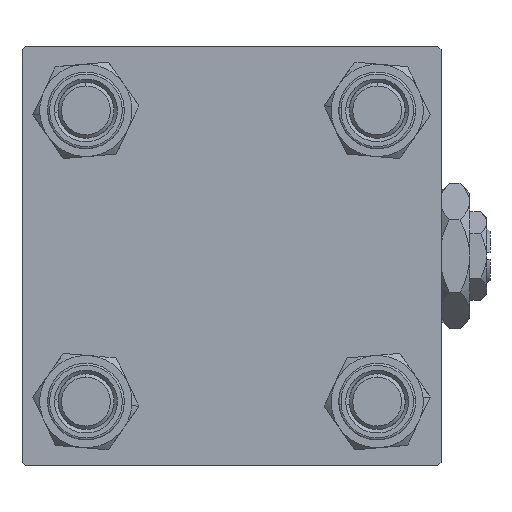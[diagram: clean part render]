
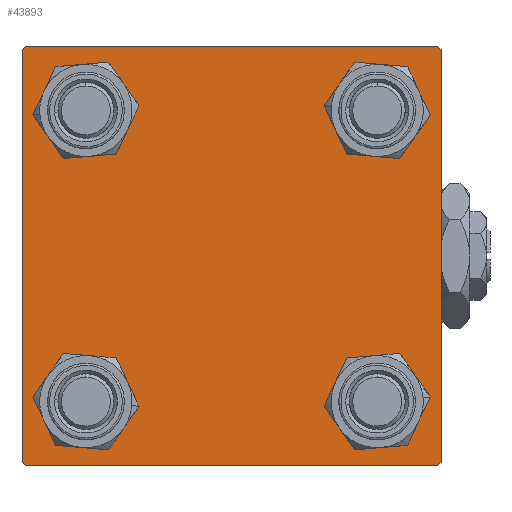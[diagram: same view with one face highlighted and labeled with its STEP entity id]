
A CAD part, left-side view. The second image highlights one B-rep face of the part: STEP entity #43893.
In plain terms, the highlighted planar face has unit normal (-1, 0, 0).
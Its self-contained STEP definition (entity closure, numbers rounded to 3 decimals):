
#579 = FACE_BOUND ( 'NONE', #52391, .T. ) ;
#883 = FACE_BOUND ( 'NONE', #34056, .T. ) ;
#1566 = CARTESIAN_POINT ( 'NONE',  ( 0., -29.75, -29.75 ) ) ;
#1578 = CIRCLE ( 'NONE', #22557, 4.5 ) ;
#1859 = LINE ( 'NONE', #1566, #46630 ) ;
#1980 = CIRCLE ( 'NONE', #33420, 4.5 ) ;
#2153 = CARTESIAN_POINT ( 'NONE',  ( 0., -30., 30. ) ) ;
#2197 = CARTESIAN_POINT ( 'NONE',  ( 0., 20.85, -20.85 ) ) ;
#2347 = CARTESIAN_POINT ( 'NONE',  ( 0., 30., -30. ) ) ;
#2631 = EDGE_CURVE ( 'NONE', #16757, #19684, #1578, .T. ) ;
#2746 = AXIS2_PLACEMENT_3D ( 'NONE', #20626, #44156, #56425 ) ;
#2843 = LINE ( 'NONE', #3416, #33034 ) ;
#2866 = VERTEX_POINT ( 'NONE', #14319 ) ;
#3007 = ORIENTED_EDGE ( 'NONE', *, *, #44032, .T. ) ;
#3229 = VERTEX_POINT ( 'NONE', #18914 ) ;
#3416 = CARTESIAN_POINT ( 'NONE',  ( 0., -29.75, 29.75 ) ) ;
#3471 = CARTESIAN_POINT ( 'NONE',  ( 0., -20.85, -20.85 ) ) ;
#3686 = VECTOR ( 'NONE', #36668, 1000. ) ;
#3938 = AXIS2_PLACEMENT_3D ( 'NONE', #31522, #49113, #22581 ) ;
#5210 = LINE ( 'NONE', #10295, #20859 ) ;
#5758 = DIRECTION ( 'NONE',  ( 0., -0.707, 0.707 ) ) ;
#5789 = CARTESIAN_POINT ( 'NONE',  ( 0., -20.85, 25.35 ) ) ;
#6134 = VERTEX_POINT ( 'NONE', #58178 ) ;
#7653 = VECTOR ( 'NONE', #42943, 1000. ) ;
#8218 = ORIENTED_EDGE ( 'NONE', *, *, #56786, .T. ) ;
#8486 = VECTOR ( 'NONE', #15596, 1000. ) ;
#8750 = VERTEX_POINT ( 'NONE', #16900 ) ;
#8931 = EDGE_CURVE ( 'NONE', #10440, #35327, #5210, .T. ) ;
#9353 = EDGE_CURVE ( 'NONE', #44205, #2866, #29320, .T. ) ;
#10295 = CARTESIAN_POINT ( 'NONE',  ( 0., 29.75, 29.75 ) ) ;
#10366 = DIRECTION ( 'NONE',  ( 0., 0., -1. ) ) ;
#10440 = VERTEX_POINT ( 'NONE', #25008 ) ;
#11220 = ORIENTED_EDGE ( 'NONE', *, *, #45736, .T. ) ;
#11313 = CIRCLE ( 'NONE', #2746, 4.5 ) ;
#11770 = VERTEX_POINT ( 'NONE', #54126 ) ;
#11834 = VECTOR ( 'NONE', #28233, 1000. ) ;
#13729 = DIRECTION ( 'NONE',  ( 1., 0., 0. ) ) ;
#13804 = VERTEX_POINT ( 'NONE', #49001 ) ;
#14319 = CARTESIAN_POINT ( 'NONE',  ( 0., -30., -29.5 ) ) ;
#14418 = CIRCLE ( 'NONE', #38219, 4.5 ) ;
#14855 = LINE ( 'NONE', #33031, #17163 ) ;
#14858 = ORIENTED_EDGE ( 'NONE', *, *, #33469, .T. ) ;
#15258 = DIRECTION ( 'NONE',  ( 1., 0., 0. ) ) ;
#15596 = DIRECTION ( 'NONE',  ( 0., 0., -1. ) ) ;
#15742 = VERTEX_POINT ( 'NONE', #35301 ) ;
#16757 = VERTEX_POINT ( 'NONE', #18313 ) ;
#16900 = CARTESIAN_POINT ( 'NONE',  ( 0., -29.5, -30. ) ) ;
#17163 = VECTOR ( 'NONE', #10366, 1000. ) ;
#18313 = CARTESIAN_POINT ( 'NONE',  ( 0., -20.85, -25.35 ) ) ;
#18504 = ORIENTED_EDGE ( 'NONE', *, *, #58374, .F. ) ;
#18914 = CARTESIAN_POINT ( 'NONE',  ( 0., 20.85, -25.35 ) ) ;
#19684 = VERTEX_POINT ( 'NONE', #46101 ) ;
#19872 = AXIS2_PLACEMENT_3D ( 'NONE', #3471, #35704, #21719 ) ;
#20581 = EDGE_CURVE ( 'NONE', #6134, #15742, #14418, .T. ) ;
#20626 = CARTESIAN_POINT ( 'NONE',  ( 0., 20.85, 20.85 ) ) ;
#20859 = VECTOR ( 'NONE', #23445, 1000. ) ;
#21719 = DIRECTION ( 'NONE',  ( 0., 0., 1. ) ) ;
#22557 = AXIS2_PLACEMENT_3D ( 'NONE', #34027, #42701, #41821 ) ;
#22581 = DIRECTION ( 'NONE',  ( 0., 0., 1. ) ) ;
#22587 = EDGE_CURVE ( 'NONE', #24774, #13804, #22885, .T. ) ;
#22885 = LINE ( 'NONE', #27940, #11834 ) ;
#23286 = DIRECTION ( 'NONE',  ( -1., 0., 0. ) ) ;
#23445 = DIRECTION ( 'NONE',  ( 0., 0.707, -0.707 ) ) ;
#24108 = CARTESIAN_POINT ( 'NONE',  ( 0., -30., 29.5 ) ) ;
#24774 = VERTEX_POINT ( 'NONE', #43409 ) ;
#25008 = CARTESIAN_POINT ( 'NONE',  ( 0., 29.5, 30. ) ) ;
#25483 = ORIENTED_EDGE ( 'NONE', *, *, #52483, .T. ) ;
#26137 = ORIENTED_EDGE ( 'NONE', *, *, #43304, .T. ) ;
#26413 = DIRECTION ( 'NONE',  ( 0., 0.707, 0.707 ) ) ;
#27394 = ORIENTED_EDGE ( 'NONE', *, *, #20581, .T. ) ;
#27772 = DIRECTION ( 'NONE',  ( 0., 0., 1. ) ) ;
#27918 = ORIENTED_EDGE ( 'NONE', *, *, #41215, .T. ) ;
#27940 = CARTESIAN_POINT ( 'NONE',  ( 0., 29.75, -29.75 ) ) ;
#28233 = DIRECTION ( 'NONE',  ( 0., -0.707, -0.707 ) ) ;
#28482 = CIRCLE ( 'NONE', #19872, 4.5 ) ;
#28691 = DIRECTION ( 'NONE',  ( 0., 0., 1. ) ) ;
#29021 = VERTEX_POINT ( 'NONE', #36289 ) ;
#29320 = LINE ( 'NONE', #2153, #8486 ) ;
#29521 = AXIS2_PLACEMENT_3D ( 'NONE', #40578, #13729, #58776 ) ;
#31522 = CARTESIAN_POINT ( 'NONE',  ( 0., -20.85, 20.85 ) ) ;
#32113 = VERTEX_POINT ( 'NONE', #51086 ) ;
#32772 = CARTESIAN_POINT ( 'NONE',  ( 0., 30., 30. ) ) ;
#33031 = CARTESIAN_POINT ( 'NONE',  ( 0., 30., 30. ) ) ;
#33034 = VECTOR ( 'NONE', #26413, 1000. ) ;
#33078 = LINE ( 'NONE', #32772, #3686 ) ;
#33407 = PLANE ( 'NONE',  #49559 ) ;
#33420 = AXIS2_PLACEMENT_3D ( 'NONE', #2197, #57389, #56508 ) ;
#33469 = EDGE_CURVE ( 'NONE', #44205, #11770, #2843, .T. ) ;
#34027 = CARTESIAN_POINT ( 'NONE',  ( 0., -20.85, -20.85 ) ) ;
#34056 = EDGE_LOOP ( 'NONE', ( #27394, #58711 ) ) ;
#34776 = ORIENTED_EDGE ( 'NONE', *, *, #22587, .T. ) ;
#35301 = CARTESIAN_POINT ( 'NONE',  ( 0., 20.85, 16.35 ) ) ;
#35327 = VERTEX_POINT ( 'NONE', #37230 ) ;
#35704 = DIRECTION ( 'NONE',  ( 1., 0., 0. ) ) ;
#36145 = ORIENTED_EDGE ( 'NONE', *, *, #8931, .T. ) ;
#36289 = CARTESIAN_POINT ( 'NONE',  ( 0., 20.85, -16.35 ) ) ;
#36668 = DIRECTION ( 'NONE',  ( 0., -1., 0. ) ) ;
#37230 = CARTESIAN_POINT ( 'NONE',  ( 0., 30., 29.5 ) ) ;
#37887 = FACE_BOUND ( 'NONE', #51891, .T. ) ;
#38219 = AXIS2_PLACEMENT_3D ( 'NONE', #45815, #42518, #55945 ) ;
#38696 = ORIENTED_EDGE ( 'NONE', *, *, #2631, .T. ) ;
#40149 = EDGE_CURVE ( 'NONE', #15742, #6134, #11313, .T. ) ;
#40154 = CIRCLE ( 'NONE', #3938, 4.5 ) ;
#40578 = CARTESIAN_POINT ( 'NONE',  ( 0., 20.85, -20.85 ) ) ;
#41215 = EDGE_CURVE ( 'NONE', #3229, #29021, #49472, .T. ) ;
#41821 = DIRECTION ( 'NONE',  ( 0., 0., 1. ) ) ;
#42385 = CARTESIAN_POINT ( 'NONE',  ( 0., -20.85, 20.85 ) ) ;
#42518 = DIRECTION ( 'NONE',  ( 1., 0., 0. ) ) ;
#42701 = DIRECTION ( 'NONE',  ( 1., 0., 0. ) ) ;
#42943 = DIRECTION ( 'NONE',  ( 0., -1., 0. ) ) ;
#43223 = LINE ( 'NONE', #2347, #7653 ) ;
#43304 = EDGE_CURVE ( 'NONE', #35327, #24774, #14855, .T. ) ;
#43409 = CARTESIAN_POINT ( 'NONE',  ( 0., 30., -29.5 ) ) ;
#43893 = ADVANCED_FACE ( 'NONE', ( #579, #54898, #37887, #883, #51306 ), #33407, .T. ) ;
#44032 = EDGE_CURVE ( 'NONE', #13804, #8750, #43223, .T. ) ;
#44093 = ORIENTED_EDGE ( 'NONE', *, *, #56530, .T. ) ;
#44156 = DIRECTION ( 'NONE',  ( 1., 0., 0. ) ) ;
#44205 = VERTEX_POINT ( 'NONE', #24108 ) ;
#45574 = CIRCLE ( 'NONE', #51281, 4.5 ) ;
#45736 = EDGE_CURVE ( 'NONE', #8750, #2866, #1859, .T. ) ;
#45815 = CARTESIAN_POINT ( 'NONE',  ( 0., 20.85, 20.85 ) ) ;
#46101 = CARTESIAN_POINT ( 'NONE',  ( 0., -20.85, -16.35 ) ) ;
#46630 = VECTOR ( 'NONE', #5758, 1000. ) ;
#49001 = CARTESIAN_POINT ( 'NONE',  ( 0., 29.5, -30. ) ) ;
#49113 = DIRECTION ( 'NONE',  ( 1., 0., 0. ) ) ;
#49174 = EDGE_CURVE ( 'NONE', #29021, #3229, #1980, .T. ) ;
#49472 = CIRCLE ( 'NONE', #29521, 4.5 ) ;
#49559 = AXIS2_PLACEMENT_3D ( 'NONE', #50713, #23286, #27772 ) ;
#49689 = ORIENTED_EDGE ( 'NONE', *, *, #49174, .T. ) ;
#49991 = ORIENTED_EDGE ( 'NONE', *, *, #9353, .F. ) ;
#50713 = CARTESIAN_POINT ( 'NONE',  ( 0., 0., 0. ) ) ;
#51086 = CARTESIAN_POINT ( 'NONE',  ( 0., -20.85, 16.35 ) ) ;
#51281 = AXIS2_PLACEMENT_3D ( 'NONE', #42385, #15258, #28691 ) ;
#51306 = FACE_OUTER_BOUND ( 'NONE', #55490, .T. ) ;
#51891 = EDGE_LOOP ( 'NONE', ( #49689, #27918 ) ) ;
#52391 = EDGE_LOOP ( 'NONE', ( #25483, #44093 ) ) ;
#52483 = EDGE_CURVE ( 'NONE', #58088, #32113, #40154, .T. ) ;
#54126 = CARTESIAN_POINT ( 'NONE',  ( 0., -29.5, 30. ) ) ;
#54802 = EDGE_LOOP ( 'NONE', ( #8218, #38696 ) ) ;
#54898 = FACE_BOUND ( 'NONE', #54802, .T. ) ;
#55490 = EDGE_LOOP ( 'NONE', ( #26137, #34776, #3007, #11220, #49991, #14858, #18504, #36145 ) ) ;
#55945 = DIRECTION ( 'NONE',  ( 0., 0., 1. ) ) ;
#56425 = DIRECTION ( 'NONE',  ( 0., 0., 1. ) ) ;
#56508 = DIRECTION ( 'NONE',  ( 0., 0., 1. ) ) ;
#56530 = EDGE_CURVE ( 'NONE', #32113, #58088, #45574, .T. ) ;
#56786 = EDGE_CURVE ( 'NONE', #19684, #16757, #28482, .T. ) ;
#57389 = DIRECTION ( 'NONE',  ( 1., 0., 0. ) ) ;
#58088 = VERTEX_POINT ( 'NONE', #5789 ) ;
#58178 = CARTESIAN_POINT ( 'NONE',  ( 0., 20.85, 25.35 ) ) ;
#58374 = EDGE_CURVE ( 'NONE', #10440, #11770, #33078, .T. ) ;
#58711 = ORIENTED_EDGE ( 'NONE', *, *, #40149, .T. ) ;
#58776 = DIRECTION ( 'NONE',  ( 0., 0., 1. ) ) ;
